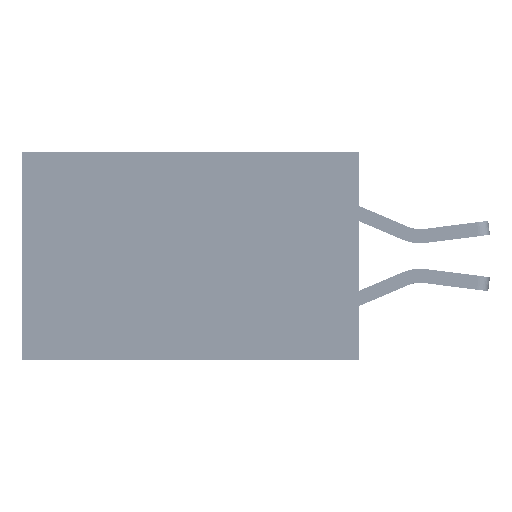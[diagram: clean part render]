
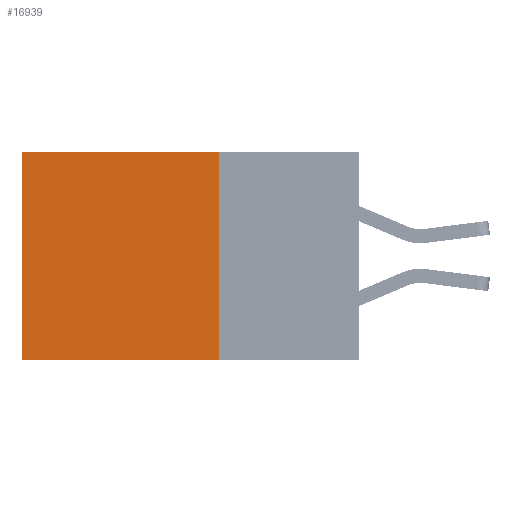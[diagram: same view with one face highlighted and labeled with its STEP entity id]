
A CAD part, left-side view. The second image highlights one B-rep face of the part: STEP entity #16939.
In plain terms, the highlighted planar face has unit normal (-1, 0, 0).
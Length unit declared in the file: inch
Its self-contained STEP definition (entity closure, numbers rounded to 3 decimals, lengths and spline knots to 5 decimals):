
#38 = DIRECTION ( 'NONE',  ( 0., 1., 0. ) ) ;
#1891 = FACE_OUTER_BOUND ( 'NONE', #5496, .T. ) ;
#2471 = VERTEX_POINT ( 'NONE', #18706 ) ;
#3135 = EDGE_CURVE ( 'NONE', #48224, #4582, #13058, .T. ) ;
#4582 = VERTEX_POINT ( 'NONE', #23419 ) ;
#4620 = EDGE_CURVE ( 'NONE', #14317, #4582, #43273, .T. ) ;
#5116 = ORIENTED_EDGE ( 'NONE', *, *, #3135, .F. ) ;
#5496 = EDGE_LOOP ( 'NONE', ( #40178, #5116, #13203, #23978 ) ) ;
#6816 = AXIS2_PLACEMENT_3D ( 'NONE', #28296, #31985, #9060 ) ;
#8296 = VECTOR ( 'NONE', #38, 39.37008 ) ;
#9060 = DIRECTION ( 'NONE',  ( 0., 0., -1. ) ) ;
#9164 = VECTOR ( 'NONE', #30940, 39.37008 ) ;
#11427 = LINE ( 'NONE', #26241, #15543 ) ;
#13058 = LINE ( 'NONE', #31149, #8296 ) ;
#13203 = ORIENTED_EDGE ( 'NONE', *, *, #20209, .F. ) ;
#14317 = VERTEX_POINT ( 'NONE', #39767 ) ;
#15543 = VECTOR ( 'NONE', #41770, 39.37008 ) ;
#16939 = ADVANCED_FACE ( 'NONE', ( #1891 ), #47193, .F. ) ;
#17140 = VECTOR ( 'NONE', #32936, 39.37008 ) ;
#18706 = CARTESIAN_POINT ( 'NONE',  ( 0.2875, 0.25, 0. ) ) ;
#20209 = EDGE_CURVE ( 'NONE', #2471, #48224, #47695, .T. ) ;
#23419 = CARTESIAN_POINT ( 'NONE',  ( 0.2875, 0.6, -0.37 ) ) ;
#23978 = ORIENTED_EDGE ( 'NONE', *, *, #41609, .T. ) ;
#24910 = CARTESIAN_POINT ( 'NONE',  ( 0.2875, 0.25, 0. ) ) ;
#26241 = CARTESIAN_POINT ( 'NONE',  ( 0.2875, 0.25, 0. ) ) ;
#28296 = CARTESIAN_POINT ( 'NONE',  ( 0.2875, 0.25, 0. ) ) ;
#30940 = DIRECTION ( 'NONE',  ( 0., 0., -1. ) ) ;
#31149 = CARTESIAN_POINT ( 'NONE',  ( 0.2875, 0.25, -0.37 ) ) ;
#31985 = DIRECTION ( 'NONE',  ( 1., 0., 0. ) ) ;
#32936 = DIRECTION ( 'NONE',  ( 0., 0., -1. ) ) ;
#39767 = CARTESIAN_POINT ( 'NONE',  ( 0.2875, 0.6, 0. ) ) ;
#40178 = ORIENTED_EDGE ( 'NONE', *, *, #4620, .T. ) ;
#41609 = EDGE_CURVE ( 'NONE', #2471, #14317, #11427, .T. ) ;
#41770 = DIRECTION ( 'NONE',  ( 0., 1., 0. ) ) ;
#42007 = CARTESIAN_POINT ( 'NONE',  ( 0.2875, 0.25, -0.37 ) ) ;
#43273 = LINE ( 'NONE', #46318, #9164 ) ;
#46318 = CARTESIAN_POINT ( 'NONE',  ( 0.2875, 0.6, 0. ) ) ;
#47193 = PLANE ( 'NONE',  #6816 ) ;
#47695 = LINE ( 'NONE', #24910, #17140 ) ;
#48224 = VERTEX_POINT ( 'NONE', #42007 ) ;
